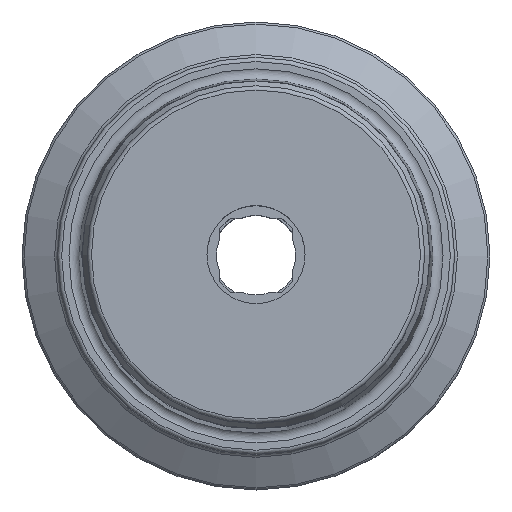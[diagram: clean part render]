
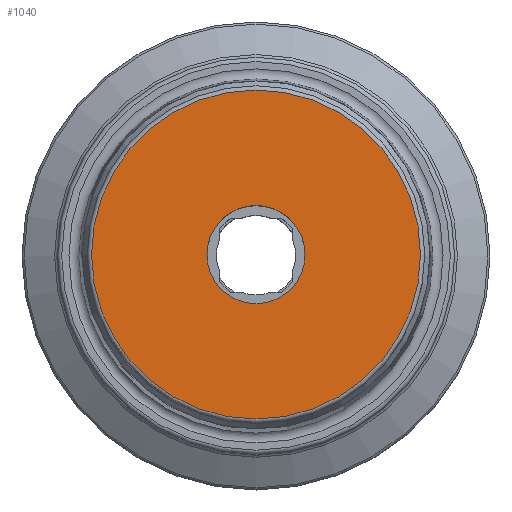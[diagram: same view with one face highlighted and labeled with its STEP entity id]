
A CAD part, top view. The second image highlights one B-rep face of the part: STEP entity #1040.
In plain terms, the highlighted planar face has unit normal (0, 0, 1).
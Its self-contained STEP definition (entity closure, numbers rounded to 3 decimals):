
#41=PLANE('',#1126);
#195=ORIENTED_EDGE('',*,*,#358,.T.);
#196=ORIENTED_EDGE('',*,*,#359,.T.);
#358=EDGE_CURVE('',#438,#438,#494,.T.);
#359=EDGE_CURVE('',#439,#439,#495,.T.);
#438=VERTEX_POINT('',#1518);
#439=VERTEX_POINT('',#1520);
#494=CIRCLE('',#1127,3.459);
#495=CIRCLE('',#1128,11.6);
#540=EDGE_LOOP('',(#195));
#541=EDGE_LOOP('',(#196));
#614=FACE_BOUND('',#540,.T.);
#615=FACE_BOUND('',#541,.T.);
#1040=ADVANCED_FACE('',(#614,#615),#41,.T.);
#1126=AXIS2_PLACEMENT_3D('',#1516,#1292,#1293);
#1127=AXIS2_PLACEMENT_3D('',#1517,#1294,#1295);
#1128=AXIS2_PLACEMENT_3D('',#1519,#1296,#1297);
#1292=DIRECTION('',(0.,0.,1.));
#1293=DIRECTION('',(1.,0.,0.));
#1294=DIRECTION('',(0.,0.,-1.));
#1295=DIRECTION('',(0.,-1.,0.));
#1296=DIRECTION('',(0.,0.,1.));
#1297=DIRECTION('',(1.,0.,0.));
#1516=CARTESIAN_POINT('',(0.,0.,60.5));
#1517=CARTESIAN_POINT('',(0.,0.,60.5));
#1518=CARTESIAN_POINT('',(0.,-3.459,60.5));
#1519=CARTESIAN_POINT('',(0.,0.,60.5));
#1520=CARTESIAN_POINT('',(11.6,0.,60.5));
